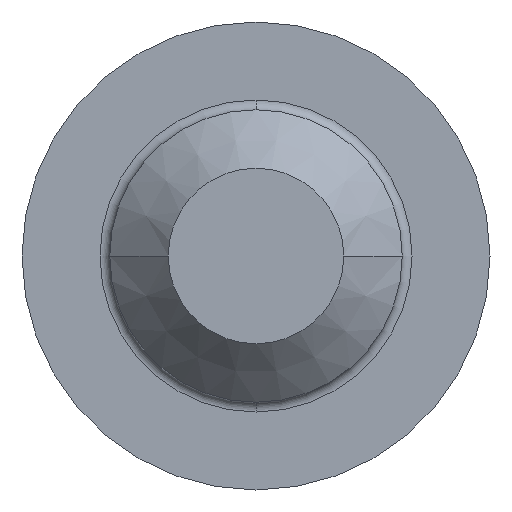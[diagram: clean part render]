
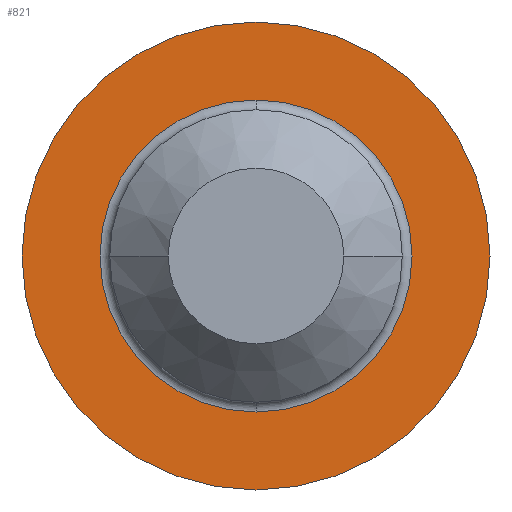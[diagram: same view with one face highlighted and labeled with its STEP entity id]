
A CAD part, front view. The second image highlights one B-rep face of the part: STEP entity #821.
In plain terms, the highlighted planar face has unit normal (0, -1, 0).
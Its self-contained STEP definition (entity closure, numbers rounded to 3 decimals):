
#708=CARTESIAN_POINT('POINT29',(-0.048,0.,
   0.032));
#709=VERTEX_POINT('VERTEX29',#708);
#719=CARTESIAN_POINT('POINT30',(-0.048,0.,
   -0.032));
#720=VERTEX_POINT('VERTEX30',#719);
#728=CARTESIAN_POINT('POS55',(-0.048,0.,0.)
   );
#729=DIRECTION('DIR81',(0.,-1.,0.));
#730=DIRECTION('DIR82',(1.,0.,0.));
#731=AXIS2_PLACEMENT_3D('AXIS27',#728,#729,#730);
#732=CIRCLE('ELLIPSE10',#731,0.032);
#733=EDGE_CURVE('EDGE47',#720,#709,#732,.T.);
#744=CARTESIAN_POINT('POINT31',(-0.08,0.,
   0.));
#745=VERTEX_POINT('VERTEX31',#744);
#746=EDGE_CURVE('EDGE48',#709,#745,#732,.T.);
#748=EDGE_CURVE('EDGE49',#745,#720,#732,.T.);
#796=CARTESIAN_POINT('POINT34',(0.,0.,0.));
#797=VERTEX_POINT('VERTEX34',#796);
#798=CARTESIAN_POINT('POINT35',(-0.096,0.,
   0.));
#799=VERTEX_POINT('VERTEX35',#798);
#800=CARTESIAN_POINT('POS61',(-0.048,0.,0.)
   );
#801=DIRECTION('DIR91',(0.,-1.,0.));
#802=DIRECTION('DIR92',(1.,0.,0.));
#803=AXIS2_PLACEMENT_3D('AXIS31',#800,#801,#802);
#804=CIRCLE('ELLIPSE12',#803,0.048);
#805=EDGE_CURVE('EDGE54',#797,#799,#804,.F.);
#806=ORIENTED_EDGE('COEDGE102',*,*,#805,.F.);
#807=EDGE_CURVE('EDGE55',#799,#797,#804,.F.);
#808=ORIENTED_EDGE('COEDGE103',*,*,#807,.F.);
#809=EDGE_LOOP('NONE',(#806,#808));
#810=FACE_BOUND('LOOP1',#809,.T.);
#811=ORIENTED_EDGE('COEDGE104',*,*,#748,.F.);
#812=ORIENTED_EDGE('COEDGE105',*,*,#746,.F.);
#813=ORIENTED_EDGE('COEDGE106',*,*,#733,.F.);
#814=EDGE_LOOP('NONE',(#811,#812,#813));
#815=FACE_BOUND('LOOP1',#814,.T.);
#816=CARTESIAN_POINT('POS62',(-0.048,0.,0.));
#817=DIRECTION('DIR93',(0.,1.,0.));
#818=DIRECTION('DIR94',(1.,0.,0.));
#819=AXIS2_PLACEMENT_3D('AXIS32',#816,#817,#818);
#820=PLANE('PLANE10',#819);
#821=ADVANCED_FACE('FACE24',(#810,#815),#820,.F.);
